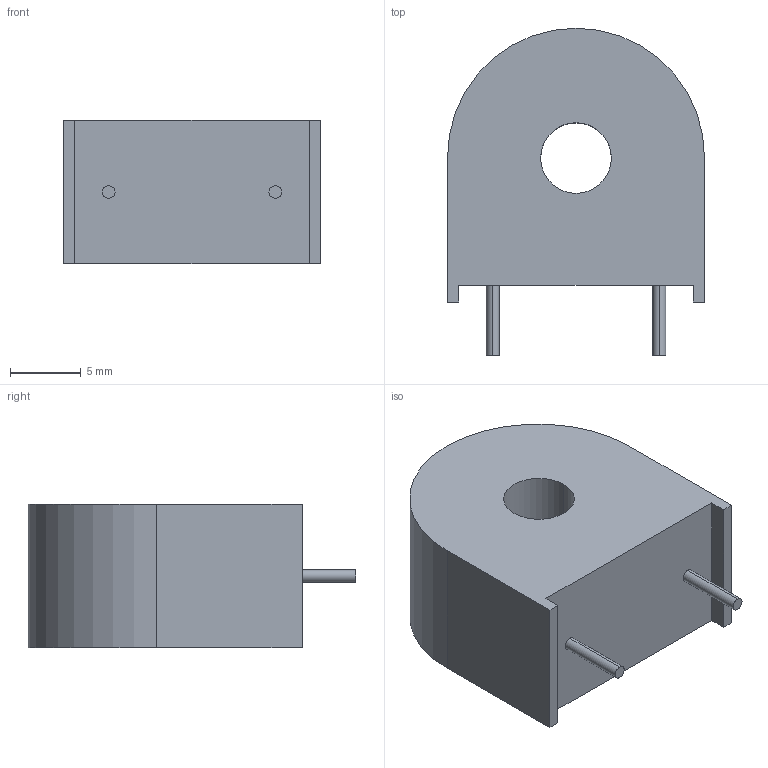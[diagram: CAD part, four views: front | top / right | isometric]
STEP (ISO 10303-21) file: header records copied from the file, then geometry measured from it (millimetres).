
FILE_DESCRIPTION (( 'STEP AP214' ), '1' );
FILE_NAME ('ZMCT103C.STEP', '2025-02-24T15:48:08', ( 'LENOVO' ), ( '' ), 'SwSTEP 2.0', 'SolidWorks 2021', '' );
FILE_SCHEMA (( 'AUTOMOTIVE_DESIGN' ));
Length unit declared in the file: millimetre
Products named in the file (1): ZMCT103C
Bounding box: 18.2 x 23.2 x 10.2 mm (x, y, z)
Volume: 2741 mm3; surface area: 1481.6 mm2
Topology: 3 solids, 3 shells, 28 faces, 60 edges, 40 vertices
Faces by surface type: plane 15, cylinder 10, torus 3
Entity records: 901 total; most frequent: DIRECTION 140, CARTESIAN_POINT 135, ORIENTED_EDGE 120, EDGE_CURVE 60, AXIS2_PLACEMENT_3D 53, VERTEX_POINT 40, LINE 34, VECTOR 34
